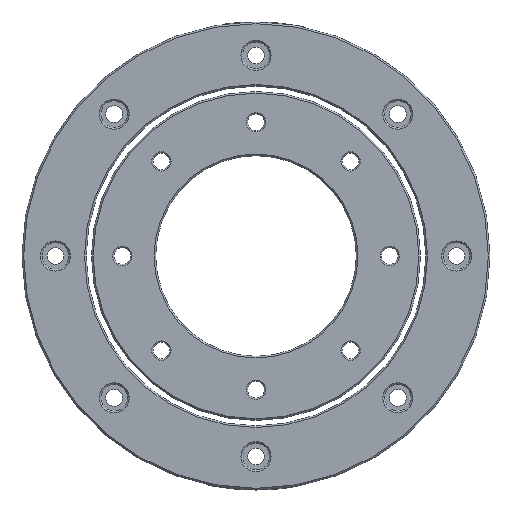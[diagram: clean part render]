
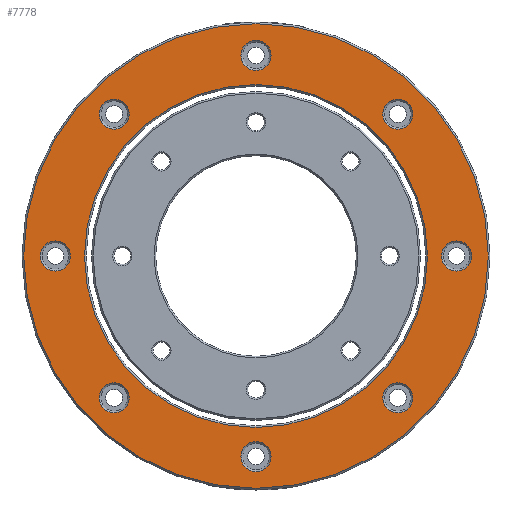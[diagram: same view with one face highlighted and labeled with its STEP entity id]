
A CAD part, front view. The second image highlights one B-rep face of the part: STEP entity #7778.
In plain terms, the highlighted planar face has unit normal (0, -1, 0).
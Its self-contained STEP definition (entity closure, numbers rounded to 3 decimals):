
#5084=PLANE('',#17688);
#5212=FACE_BOUND('',#9368,.T.);
#5213=FACE_BOUND('',#9369,.T.);
#5214=FACE_BOUND('',#9370,.T.);
#5215=FACE_BOUND('',#9371,.T.);
#5216=FACE_BOUND('',#9372,.T.);
#5217=FACE_BOUND('',#9373,.T.);
#5218=FACE_BOUND('',#9374,.T.);
#5219=FACE_BOUND('',#9375,.T.);
#5220=FACE_BOUND('',#9376,.T.);
#5221=FACE_BOUND('',#9377,.T.);
#7778=ADVANCED_FACE('',(#5212,#5213,#5214,#5215,#5216,#5217,#5218,#5219,
#5220,#5221),#5084,.F.);
#9368=EDGE_LOOP('',(#13034,#13035));
#9369=EDGE_LOOP('',(#13036,#13037));
#9370=EDGE_LOOP('',(#13038,#13039));
#9371=EDGE_LOOP('',(#13040,#13041));
#9372=EDGE_LOOP('',(#13042,#13043));
#9373=EDGE_LOOP('',(#13044,#13045));
#9374=EDGE_LOOP('',(#13046,#13047));
#9375=EDGE_LOOP('',(#13048,#13049));
#9376=EDGE_LOOP('',(#13050,#13051));
#9377=EDGE_LOOP('',(#13052,#13053));
#13034=ORIENTED_EDGE('',*,*,#16254,.T.);
#13035=ORIENTED_EDGE('',*,*,#16372,.T.);
#13036=ORIENTED_EDGE('',*,*,#16258,.T.);
#13037=ORIENTED_EDGE('',*,*,#16373,.T.);
#13038=ORIENTED_EDGE('',*,*,#16262,.T.);
#13039=ORIENTED_EDGE('',*,*,#16374,.T.);
#13040=ORIENTED_EDGE('',*,*,#16266,.T.);
#13041=ORIENTED_EDGE('',*,*,#16375,.T.);
#13042=ORIENTED_EDGE('',*,*,#16270,.T.);
#13043=ORIENTED_EDGE('',*,*,#16376,.T.);
#13044=ORIENTED_EDGE('',*,*,#16274,.T.);
#13045=ORIENTED_EDGE('',*,*,#16377,.T.);
#13046=ORIENTED_EDGE('',*,*,#16278,.T.);
#13047=ORIENTED_EDGE('',*,*,#16378,.T.);
#13048=ORIENTED_EDGE('',*,*,#16328,.T.);
#13049=ORIENTED_EDGE('',*,*,#16379,.T.);
#13050=ORIENTED_EDGE('',*,*,#16380,.T.);
#13051=ORIENTED_EDGE('',*,*,#16347,.T.);
#13052=ORIENTED_EDGE('',*,*,#16345,.T.);
#13053=ORIENTED_EDGE('',*,*,#16381,.T.);
#14426=VERTEX_POINT('',#34923);
#14427=VERTEX_POINT('',#34925);
#14430=VERTEX_POINT('',#34932);
#14431=VERTEX_POINT('',#34934);
#14434=VERTEX_POINT('',#34941);
#14435=VERTEX_POINT('',#34943);
#14438=VERTEX_POINT('',#34950);
#14439=VERTEX_POINT('',#34952);
#14442=VERTEX_POINT('',#34959);
#14443=VERTEX_POINT('',#34961);
#14446=VERTEX_POINT('',#34968);
#14447=VERTEX_POINT('',#34970);
#14450=VERTEX_POINT('',#34977);
#14451=VERTEX_POINT('',#34979);
#14486=VERTEX_POINT('',#35079);
#14487=VERTEX_POINT('',#35081);
#14500=VERTEX_POINT('',#35115);
#14501=VERTEX_POINT('',#35117);
#14502=VERTEX_POINT('',#35121);
#14503=VERTEX_POINT('',#35122);
#16254=EDGE_CURVE('',#14427,#14426,#16739,.T.);
#16258=EDGE_CURVE('',#14431,#14430,#16741,.T.);
#16262=EDGE_CURVE('',#14435,#14434,#16743,.T.);
#16266=EDGE_CURVE('',#14439,#14438,#16745,.T.);
#16270=EDGE_CURVE('',#14443,#14442,#16747,.T.);
#16274=EDGE_CURVE('',#14447,#14446,#16749,.T.);
#16278=EDGE_CURVE('',#14451,#14450,#16751,.T.);
#16328=EDGE_CURVE('',#14487,#14486,#16769,.T.);
#16345=EDGE_CURVE('',#14501,#14500,#16776,.T.);
#16347=EDGE_CURVE('',#14502,#14503,#16777,.T.);
#16372=EDGE_CURVE('',#14426,#14427,#16792,.T.);
#16373=EDGE_CURVE('',#14430,#14431,#16793,.T.);
#16374=EDGE_CURVE('',#14434,#14435,#16794,.T.);
#16375=EDGE_CURVE('',#14438,#14439,#16795,.T.);
#16376=EDGE_CURVE('',#14442,#14443,#16796,.T.);
#16377=EDGE_CURVE('',#14446,#14447,#16797,.T.);
#16378=EDGE_CURVE('',#14450,#14451,#16798,.T.);
#16379=EDGE_CURVE('',#14486,#14487,#16799,.T.);
#16380=EDGE_CURVE('',#14503,#14502,#16800,.T.);
#16381=EDGE_CURVE('',#14500,#14501,#16801,.T.);
#16739=CIRCLE('',#17587,4.5);
#16741=CIRCLE('',#17590,4.5);
#16743=CIRCLE('',#17593,4.5);
#16745=CIRCLE('',#17596,4.5);
#16747=CIRCLE('',#17599,4.5);
#16749=CIRCLE('',#17602,4.5);
#16751=CIRCLE('',#17605,4.5);
#16769=CIRCLE('',#17639,4.5);
#16776=CIRCLE('',#17651,51.3);
#16777=CIRCLE('',#17653,69.5);
#16792=CIRCLE('',#17678,4.5);
#16793=CIRCLE('',#17679,4.5);
#16794=CIRCLE('',#17680,4.5);
#16795=CIRCLE('',#17681,4.5);
#16796=CIRCLE('',#17682,4.5);
#16797=CIRCLE('',#17683,4.5);
#16798=CIRCLE('',#17684,4.5);
#16799=CIRCLE('',#17685,4.5);
#16800=CIRCLE('',#17686,69.5);
#16801=CIRCLE('',#17687,51.3);
#17587=AXIS2_PLACEMENT_3D('',#34924,#19994,#19995);
#17590=AXIS2_PLACEMENT_3D('',#34933,#20002,#20003);
#17593=AXIS2_PLACEMENT_3D('',#34942,#20010,#20011);
#17596=AXIS2_PLACEMENT_3D('',#34951,#20018,#20019);
#17599=AXIS2_PLACEMENT_3D('',#34960,#20026,#20027);
#17602=AXIS2_PLACEMENT_3D('',#34969,#20034,#20035);
#17605=AXIS2_PLACEMENT_3D('',#34978,#20042,#20043);
#17639=AXIS2_PLACEMENT_3D('',#35080,#20142,#20143);
#17651=AXIS2_PLACEMENT_3D('',#35116,#20176,#20177);
#17653=AXIS2_PLACEMENT_3D('',#35120,#20181,#20182);
#17678=AXIS2_PLACEMENT_3D('',#35169,#20241,#20242);
#17679=AXIS2_PLACEMENT_3D('',#35170,#20243,#20244);
#17680=AXIS2_PLACEMENT_3D('',#35171,#20245,#20246);
#17681=AXIS2_PLACEMENT_3D('',#35172,#20247,#20248);
#17682=AXIS2_PLACEMENT_3D('',#35173,#20249,#20250);
#17683=AXIS2_PLACEMENT_3D('',#35174,#20251,#20252);
#17684=AXIS2_PLACEMENT_3D('',#35175,#20253,#20254);
#17685=AXIS2_PLACEMENT_3D('',#35176,#20255,#20256);
#17686=AXIS2_PLACEMENT_3D('',#35177,#20257,#20258);
#17687=AXIS2_PLACEMENT_3D('',#35178,#20259,#20260);
#17688=AXIS2_PLACEMENT_3D('',#35179,#20261,#20262);
#19994=DIRECTION('',(0.,1.,0.));
#19995=DIRECTION('',(0.,0.,1.));
#20002=DIRECTION('',(0.,1.,0.));
#20003=DIRECTION('',(0.,0.,1.));
#20010=DIRECTION('',(0.,1.,0.));
#20011=DIRECTION('',(0.,0.,1.));
#20018=DIRECTION('',(0.,1.,0.));
#20019=DIRECTION('',(0.,0.,1.));
#20026=DIRECTION('',(0.,1.,0.));
#20027=DIRECTION('',(0.,0.,1.));
#20034=DIRECTION('',(0.,1.,0.));
#20035=DIRECTION('',(0.,0.,1.));
#20042=DIRECTION('',(0.,1.,0.));
#20043=DIRECTION('',(0.,0.,1.));
#20142=DIRECTION('',(0.,1.,0.));
#20143=DIRECTION('',(0.,0.,1.));
#20176=DIRECTION('',(0.,1.,0.));
#20177=DIRECTION('',(0.,0.,1.));
#20181=DIRECTION('',(0.,-1.,0.));
#20182=DIRECTION('',(0.,0.,1.));
#20241=DIRECTION('',(0.,1.,0.));
#20242=DIRECTION('',(0.,0.,1.));
#20243=DIRECTION('',(0.,1.,0.));
#20244=DIRECTION('',(0.,0.,1.));
#20245=DIRECTION('',(0.,1.,0.));
#20246=DIRECTION('',(0.,0.,1.));
#20247=DIRECTION('',(0.,1.,0.));
#20248=DIRECTION('',(0.,0.,1.));
#20249=DIRECTION('',(0.,1.,0.));
#20250=DIRECTION('',(0.,0.,1.));
#20251=DIRECTION('',(0.,1.,0.));
#20252=DIRECTION('',(0.,0.,1.));
#20253=DIRECTION('',(0.,1.,0.));
#20254=DIRECTION('',(0.,0.,1.));
#20255=DIRECTION('',(0.,1.,0.));
#20256=DIRECTION('',(0.,0.,1.));
#20257=DIRECTION('',(0.,-1.,0.));
#20258=DIRECTION('',(0.,0.,1.));
#20259=DIRECTION('',(0.,1.,0.));
#20260=DIRECTION('',(0.,0.,1.));
#20261=DIRECTION('',(0.,1.,0.));
#20262=DIRECTION('',(0.,0.,1.));
#34923=CARTESIAN_POINT('',(-42.426,0.5,46.926));
#34924=CARTESIAN_POINT('',(-42.426,0.5,42.426));
#34925=CARTESIAN_POINT('',(-42.426,0.5,37.926));
#34932=CARTESIAN_POINT('',(0.,0.5,64.5));
#34933=CARTESIAN_POINT('',(0.,0.5,60.));
#34934=CARTESIAN_POINT('',(0.,0.5,55.5));
#34941=CARTESIAN_POINT('',(42.426,0.5,46.926));
#34942=CARTESIAN_POINT('',(42.426,0.5,42.426));
#34943=CARTESIAN_POINT('',(42.426,0.5,37.926));
#34950=CARTESIAN_POINT('',(60.,0.5,4.5));
#34951=CARTESIAN_POINT('',(60.,0.5,0.));
#34952=CARTESIAN_POINT('',(60.,0.5,-4.5));
#34959=CARTESIAN_POINT('',(42.426,0.5,-37.926));
#34960=CARTESIAN_POINT('',(42.426,0.5,-42.426));
#34961=CARTESIAN_POINT('',(42.426,0.5,-46.926));
#34968=CARTESIAN_POINT('',(0.,0.5,-55.5));
#34969=CARTESIAN_POINT('',(0.,0.5,-60.));
#34970=CARTESIAN_POINT('',(0.,0.5,-64.5));
#34977=CARTESIAN_POINT('',(-42.426,0.5,-37.926));
#34978=CARTESIAN_POINT('',(-42.426,0.5,-42.426));
#34979=CARTESIAN_POINT('',(-42.426,0.5,-46.926));
#35079=CARTESIAN_POINT('',(-60.,0.5,4.5));
#35080=CARTESIAN_POINT('',(-60.,0.5,0.));
#35081=CARTESIAN_POINT('',(-60.,0.5,-4.5));
#35115=CARTESIAN_POINT('',(0.,0.5,51.3));
#35116=CARTESIAN_POINT('',(0.,0.5,0.));
#35117=CARTESIAN_POINT('',(0.,0.5,-51.3));
#35120=CARTESIAN_POINT('',(0.,0.5,0.));
#35121=CARTESIAN_POINT('',(0.,0.5,-69.5));
#35122=CARTESIAN_POINT('',(0.,0.5,69.5));
#35169=CARTESIAN_POINT('',(-42.426,0.5,42.426));
#35170=CARTESIAN_POINT('',(0.,0.5,60.));
#35171=CARTESIAN_POINT('',(42.426,0.5,42.426));
#35172=CARTESIAN_POINT('',(60.,0.5,0.));
#35173=CARTESIAN_POINT('',(42.426,0.5,-42.426));
#35174=CARTESIAN_POINT('',(0.,0.5,-60.));
#35175=CARTESIAN_POINT('',(-42.426,0.5,-42.426));
#35176=CARTESIAN_POINT('',(-60.,0.5,0.));
#35177=CARTESIAN_POINT('',(0.,0.5,0.));
#35178=CARTESIAN_POINT('',(0.,0.5,0.));
#35179=CARTESIAN_POINT('',(-50.8,0.5,0.));
